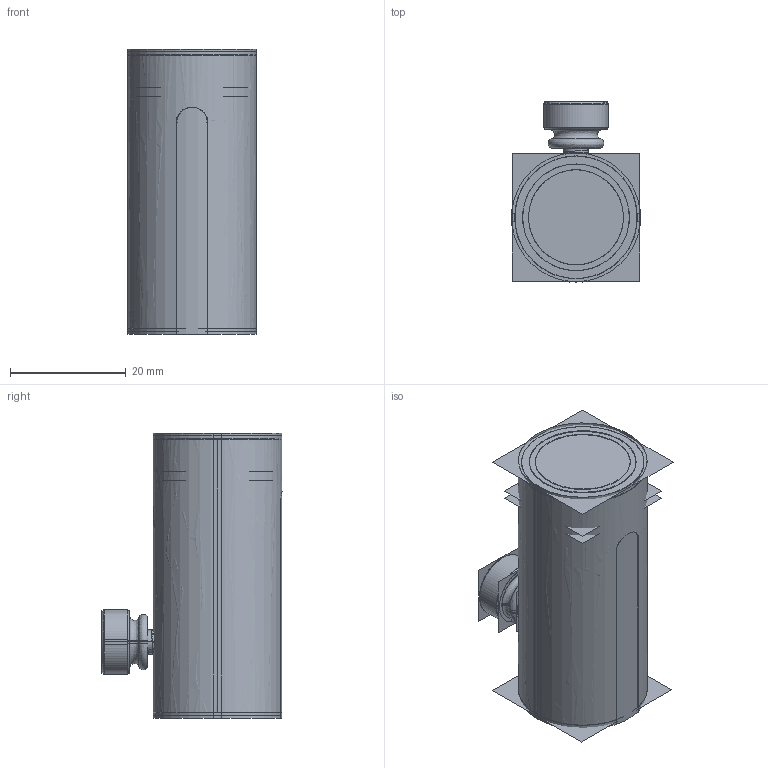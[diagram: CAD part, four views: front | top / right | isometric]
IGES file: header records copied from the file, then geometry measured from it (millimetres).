
Start section:  PTC IGES file: 156736.igs
Global section: file name: 156736.igs; native system: Creo Parametric by Parametric Technology Corporation; preprocessor: 2013230; author: pdmadmin; organization: Unknown; date: 20151203.153824; units: millimetre
Bounding box: 22.28 x 31.12 x 49.22 mm (x, y, z)
Volume: 11672.2 mm3; surface area: 34108.6 mm2
Topology: 2 solids, 4 shells, 134 faces, 698 edges, 906 vertices
Faces by surface type: revolution 90, bspline 44
